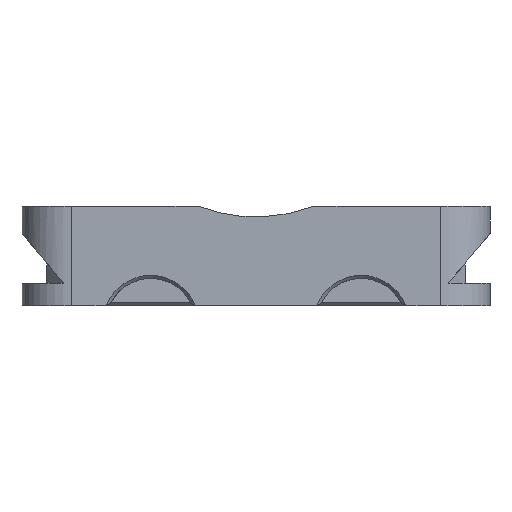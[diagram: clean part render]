
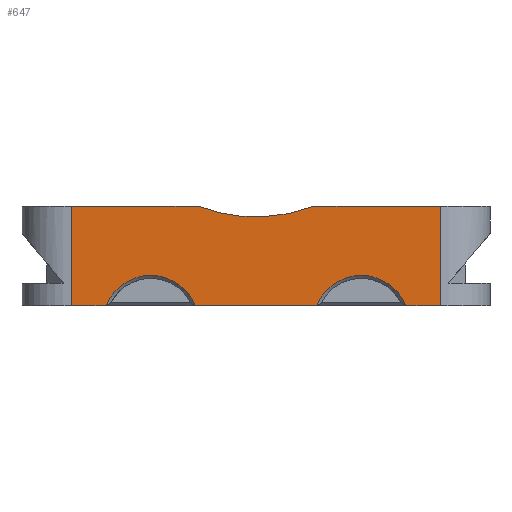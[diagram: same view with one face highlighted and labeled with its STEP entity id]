
A CAD part, front view. The second image highlights one B-rep face of the part: STEP entity #647.
In plain terms, the highlighted planar face has unit normal (0, -1, 0).
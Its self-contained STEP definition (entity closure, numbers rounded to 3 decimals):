
#32=B_SPLINE_CURVE_WITH_KNOTS('',3,(#1142,#1143,#1144,#1145,#1146,#1147,
#1148,#1149,#1150,#1151,#1152,#1153,#1154,#1155,#1156,#1157,#1158,#1159),
 .UNSPECIFIED.,.F.,.F.,(4,2,2,2,2,2,2,2,4),(0.,0.279,0.384,
0.439,0.484,0.534,0.618,
0.78,0.936),.UNSPECIFIED.);
#41=CIRCLE('',#681,3.875);
#43=CIRCLE('',#689,3.875);
#71=FACE_OUTER_BOUND('',#105,.T.);
#105=EDGE_LOOP('',(#492,#493,#494,#495,#496,#497,#498,#499,#500,#501));
#154=LINE('',#1021,#215);
#155=LINE('',#1163,#216);
#156=LINE('',#1164,#217);
#157=LINE('',#1165,#218);
#158=LINE('',#1167,#219);
#159=LINE('',#1169,#220);
#160=LINE('',#1170,#221);
#215=VECTOR('',#807,10.);
#216=VECTOR('',#824,10.);
#217=VECTOR('',#825,10.);
#218=VECTOR('',#826,10.);
#219=VECTOR('',#827,10.);
#220=VECTOR('',#828,10.);
#221=VECTOR('',#829,10.);
#270=VERTEX_POINT('',#959);
#271=VERTEX_POINT('',#963);
#279=VERTEX_POINT('',#995);
#280=VERTEX_POINT('',#996);
#284=VERTEX_POINT('',#1018);
#285=VERTEX_POINT('',#1020);
#291=VERTEX_POINT('',#1141);
#292=VERTEX_POINT('',#1162);
#293=VERTEX_POINT('',#1166);
#294=VERTEX_POINT('',#1168);
#339=EDGE_CURVE('',#270,#271,#41,.T.);
#351=EDGE_CURVE('',#279,#280,#43,.T.);
#360=EDGE_CURVE('',#284,#285,#154,.T.);
#368=EDGE_CURVE('',#291,#285,#32,.T.);
#370=EDGE_CURVE('',#292,#284,#155,.T.);
#371=EDGE_CURVE('',#292,#280,#156,.T.);
#372=EDGE_CURVE('',#279,#271,#157,.T.);
#373=EDGE_CURVE('',#270,#293,#158,.T.);
#374=EDGE_CURVE('',#294,#293,#159,.T.);
#375=EDGE_CURVE('',#291,#294,#160,.T.);
#492=ORIENTED_EDGE('',*,*,#370,.F.);
#493=ORIENTED_EDGE('',*,*,#371,.T.);
#494=ORIENTED_EDGE('',*,*,#351,.F.);
#495=ORIENTED_EDGE('',*,*,#372,.T.);
#496=ORIENTED_EDGE('',*,*,#339,.F.);
#497=ORIENTED_EDGE('',*,*,#373,.T.);
#498=ORIENTED_EDGE('',*,*,#374,.F.);
#499=ORIENTED_EDGE('',*,*,#375,.F.);
#500=ORIENTED_EDGE('',*,*,#368,.T.);
#501=ORIENTED_EDGE('',*,*,#360,.F.);
#615=PLANE('',#701);
#647=ADVANCED_FACE('',(#71),#615,.F.);
#681=AXIS2_PLACEMENT_3D('',#964,#772,#773);
#689=AXIS2_PLACEMENT_3D('',#997,#793,#794);
#701=AXIS2_PLACEMENT_3D('',#1161,#822,#823);
#772=DIRECTION('center_axis',(0.,-1.,0.));
#773=DIRECTION('ref_axis',(1.,0.,0.));
#793=DIRECTION('center_axis',(0.,-1.,0.));
#794=DIRECTION('ref_axis',(-1.,0.,0.));
#807=DIRECTION('',(1.,0.,0.));
#822=DIRECTION('center_axis',(0.,1.,0.));
#823=DIRECTION('ref_axis',(1.,0.,0.));
#824=DIRECTION('',(0.,0.,1.));
#825=DIRECTION('',(1.,0.,0.));
#826=DIRECTION('',(1.,0.,0.));
#827=DIRECTION('',(1.,0.,0.));
#828=DIRECTION('',(0.,0.,-1.));
#829=DIRECTION('',(1.,0.,0.));
#959=CARTESIAN_POINT('',(12.098,3.6,-6.911));
#963=CARTESIAN_POINT('',(4.902,3.6,-6.911));
#964=CARTESIAN_POINT('Origin',(8.5,3.6,-8.351));
#995=CARTESIAN_POINT('',(-4.902,3.6,-6.911));
#996=CARTESIAN_POINT('',(-12.098,3.6,-6.911));
#997=CARTESIAN_POINT('Origin',(-8.5,3.6,-8.351));
#1018=CARTESIAN_POINT('',(-14.9,3.6,1.089));
#1020=CARTESIAN_POINT('',(-4.595,3.6,1.089));
#1021=CARTESIAN_POINT('',(-18.9,3.6,1.089));
#1141=CARTESIAN_POINT('',(4.595,3.6,1.089));
#1142=CARTESIAN_POINT('Ctrl Pts',(4.595,3.6,1.089));
#1143=CARTESIAN_POINT('Ctrl Pts',(3.731,3.6,0.75));
#1144=CARTESIAN_POINT('Ctrl Pts',(2.814,3.6,0.518));
#1145=CARTESIAN_POINT('Ctrl Pts',(1.545,3.6,0.336));
#1146=CARTESIAN_POINT('Ctrl Pts',(1.194,3.6,0.3));
#1147=CARTESIAN_POINT('Ctrl Pts',(0.659,3.6,0.267));
#1148=CARTESIAN_POINT('Ctrl Pts',(0.473,3.6,0.259));
#1149=CARTESIAN_POINT('Ctrl Pts',(0.139,3.6,0.252));
#1150=CARTESIAN_POINT('Ctrl Pts',(-0.011,3.6,
0.251));
#1151=CARTESIAN_POINT('Ctrl Pts',(-0.329,3.6,0.255));
#1152=CARTESIAN_POINT('Ctrl Pts',(-0.497,3.6,0.26));
#1153=CARTESIAN_POINT('Ctrl Pts',(-0.943,3.6,0.282));
#1154=CARTESIAN_POINT('Ctrl Pts',(-1.22,3.6,0.304));
#1155=CARTESIAN_POINT('Ctrl Pts',(-2.036,3.6,0.396));
#1156=CARTESIAN_POINT('Ctrl Pts',(-2.574,3.6,0.49));
#1157=CARTESIAN_POINT('Ctrl Pts',(-3.609,3.6,0.743));
#1158=CARTESIAN_POINT('Ctrl Pts',(-4.11,3.6,0.899));
#1159=CARTESIAN_POINT('Ctrl Pts',(-4.595,3.6,1.089));
#1161=CARTESIAN_POINT('Origin',(0.,3.6,-2.911));
#1162=CARTESIAN_POINT('',(-14.9,3.6,-6.911));
#1163=CARTESIAN_POINT('',(-14.9,3.6,-2.001));
#1164=CARTESIAN_POINT('',(-18.9,3.6,-6.911));
#1165=CARTESIAN_POINT('',(-18.9,3.6,-6.911));
#1166=CARTESIAN_POINT('',(14.9,3.6,-6.911));
#1167=CARTESIAN_POINT('',(-18.9,3.6,-6.911));
#1168=CARTESIAN_POINT('',(14.9,3.6,1.089));
#1169=CARTESIAN_POINT('',(14.9,3.6,-0.911));
#1170=CARTESIAN_POINT('',(-18.9,3.6,1.089));
